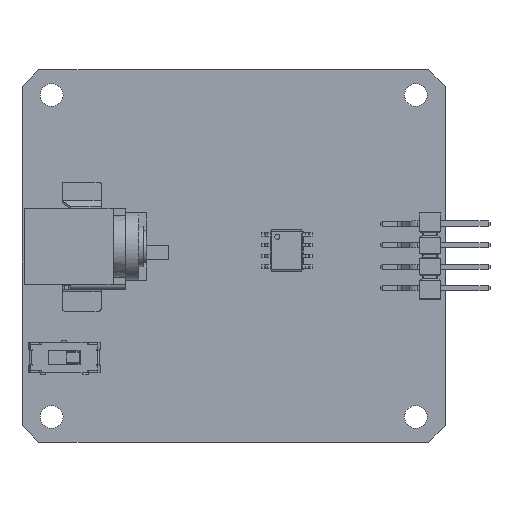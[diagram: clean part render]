
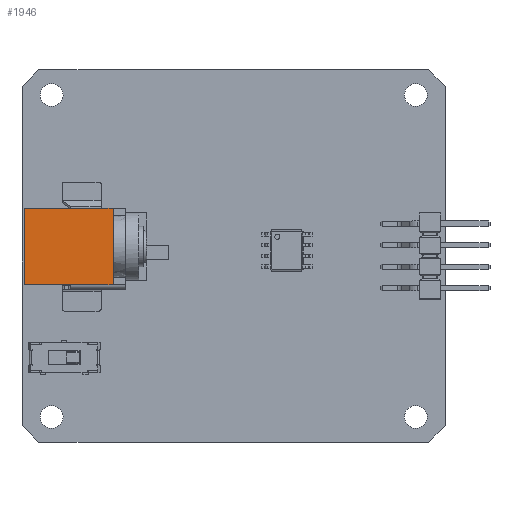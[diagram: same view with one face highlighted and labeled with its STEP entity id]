
A CAD part, top view. The second image highlights one B-rep face of the part: STEP entity #1946.
In plain terms, the highlighted free-form (B-spline) face has degree [1, 1] with [2, 2] control points.
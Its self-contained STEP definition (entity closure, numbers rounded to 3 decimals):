
#475 = B_SPLINE_SURFACE_WITH_KNOTS('',1,1,(
    (#476,#477)
    ,(#478,#479
    )),.UNSPECIFIED.,.F.,.F.,.F.,(2,2),(2,2),(-4.5,4.5),(3.175,
    4.5),.PIECEWISE_BEZIER_KNOTS.);
#476 = CARTESIAN_POINT('',(4.5,9.675,-10.5));
#477 = CARTESIAN_POINT('',(4.5,11.,-10.5));
#478 = CARTESIAN_POINT('',(-4.5,9.675,-10.5));
#479 = CARTESIAN_POINT('',(-4.5,11.,-10.5));
#654 = B_SPLINE_SURFACE_WITH_KNOTS('',1,1,(
    (#655,#656)
    ,(#657,#658
    )),.UNSPECIFIED.,.F.,.F.,.F.,(2,2),(2,2),(-9.,0.),(-11.,0.),
  .PIECEWISE_BEZIER_KNOTS.);
#655 = CARTESIAN_POINT('',(4.5,0.,0.));
#656 = CARTESIAN_POINT('',(4.5,11.,0.));
#657 = CARTESIAN_POINT('',(-4.5,0.,0.));
#658 = CARTESIAN_POINT('',(-4.5,11.,0.));
#1233 = B_SPLINE_SURFACE_WITH_KNOTS('',1,1,(
    (#1234,#1235)
    ,(#1236,#1237
    )),.UNSPECIFIED.,.F.,.F.,.F.,(2,2),(2,2),(-14.5,-2.5),(0.,11.),
  .PIECEWISE_BEZIER_KNOTS.);
#1234 = CARTESIAN_POINT('',(4.5,0.,0.));
#1235 = CARTESIAN_POINT('',(4.5,11.,0.));
#1236 = CARTESIAN_POINT('',(4.5,0.,-12.));
#1237 = CARTESIAN_POINT('',(4.5,11.,-12.));
#1558 = B_SPLINE_SURFACE_WITH_KNOTS('',1,1,(
    (#1559,#1560)
    ,(#1561,#1562
    )),.UNSPECIFIED.,.F.,.F.,.F.,(2,2),(2,2),(2.5,14.5),(0.,11.),
  .PIECEWISE_BEZIER_KNOTS.);
#1559 = CARTESIAN_POINT('',(-4.5,0.,-12.));
#1560 = CARTESIAN_POINT('',(-4.5,11.,-12.));
#1561 = CARTESIAN_POINT('',(-4.5,0.,0.));
#1562 = CARTESIAN_POINT('',(-4.5,11.,0.));
#1946 = ADVANCED_FACE('',(#1947),#1960,.T.);
#1947 = FACE_BOUND('',#1948,.T.);
#1948 = EDGE_LOOP('',(#1949,#1976,#1996,#2016));
#1949 = ORIENTED_EDGE('',*,*,#1950,.F.);
#1950 = EDGE_CURVE('',#1951,#1953,#1955,.T.);
#1951 = VERTEX_POINT('',#1952);
#1952 = CARTESIAN_POINT('',(4.5,11.,-10.5));
#1953 = VERTEX_POINT('',#1954);
#1954 = CARTESIAN_POINT('',(4.5,11.,0.));
#1955 = SURFACE_CURVE('',#1956,(#1959,#1970),.PCURVE_S1.);
#1956 = B_SPLINE_CURVE_WITH_KNOTS('',1,(#1957,#1958),.UNSPECIFIED.,.F.,
  .F.,(2,2),(4.,14.5),.PIECEWISE_BEZIER_KNOTS.);
#1957 = CARTESIAN_POINT('',(4.5,11.,-10.5));
#1958 = CARTESIAN_POINT('',(4.5,11.,0.));
#1959 = PCURVE('',#1960,#1965);
#1960 = B_SPLINE_SURFACE_WITH_KNOTS('',1,1,(
    (#1961,#1962)
    ,(#1963,#1964
    )),.UNSPECIFIED.,.F.,.F.,.F.,(2,2),(2,2),(4.,14.5),(0.,9.),
  .PIECEWISE_BEZIER_KNOTS.);
#1961 = CARTESIAN_POINT('',(-4.5,11.,-10.5));
#1962 = CARTESIAN_POINT('',(4.5,11.,-10.5));
#1963 = CARTESIAN_POINT('',(-4.5,11.,0.));
#1964 = CARTESIAN_POINT('',(4.5,11.,0.));
#1965 = DEFINITIONAL_REPRESENTATION('',(#1966),#1969);
#1966 = B_SPLINE_CURVE_WITH_KNOTS('',1,(#1967,#1968),.UNSPECIFIED.,.F.,
  .F.,(2,2),(4.,14.5),.PIECEWISE_BEZIER_KNOTS.);
#1967 = CARTESIAN_POINT('',(4.,9.));
#1968 = CARTESIAN_POINT('',(14.5,9.));
#1969 = ( GEOMETRIC_REPRESENTATION_CONTEXT(2) 
PARAMETRIC_REPRESENTATION_CONTEXT() REPRESENTATION_CONTEXT('2D SPACE',''
  ) );
#1970 = PCURVE('',#1233,#1971);
#1971 = DEFINITIONAL_REPRESENTATION('',(#1972),#1975);
#1972 = B_SPLINE_CURVE_WITH_KNOTS('',1,(#1973,#1974),.UNSPECIFIED.,.F.,
  .F.,(2,2),(4.,14.5),.PIECEWISE_BEZIER_KNOTS.);
#1973 = CARTESIAN_POINT('',(-4.,11.));
#1974 = CARTESIAN_POINT('',(-14.5,11.));
#1975 = ( GEOMETRIC_REPRESENTATION_CONTEXT(2) 
PARAMETRIC_REPRESENTATION_CONTEXT() REPRESENTATION_CONTEXT('2D SPACE',''
  ) );
#1976 = ORIENTED_EDGE('',*,*,#1977,.F.);
#1977 = EDGE_CURVE('',#1978,#1951,#1980,.T.);
#1978 = VERTEX_POINT('',#1979);
#1979 = CARTESIAN_POINT('',(-4.5,11.,-10.5));
#1980 = SURFACE_CURVE('',#1981,(#1984,#1990),.PCURVE_S1.);
#1981 = B_SPLINE_CURVE_WITH_KNOTS('',1,(#1982,#1983),.UNSPECIFIED.,.F.,
  .F.,(2,2),(0.,9.),.PIECEWISE_BEZIER_KNOTS.);
#1982 = CARTESIAN_POINT('',(-4.5,11.,-10.5));
#1983 = CARTESIAN_POINT('',(4.5,11.,-10.5));
#1984 = PCURVE('',#1960,#1985);
#1985 = DEFINITIONAL_REPRESENTATION('',(#1986),#1989);
#1986 = B_SPLINE_CURVE_WITH_KNOTS('',1,(#1987,#1988),.UNSPECIFIED.,.F.,
  .F.,(2,2),(0.,9.),.PIECEWISE_BEZIER_KNOTS.);
#1987 = CARTESIAN_POINT('',(4.,0.));
#1988 = CARTESIAN_POINT('',(4.,9.));
#1989 = ( GEOMETRIC_REPRESENTATION_CONTEXT(2) 
PARAMETRIC_REPRESENTATION_CONTEXT() REPRESENTATION_CONTEXT('2D SPACE',''
  ) );
#1990 = PCURVE('',#475,#1991);
#1991 = DEFINITIONAL_REPRESENTATION('',(#1992),#1995);
#1992 = B_SPLINE_CURVE_WITH_KNOTS('',1,(#1993,#1994),.UNSPECIFIED.,.F.,
  .F.,(2,2),(0.,9.),.PIECEWISE_BEZIER_KNOTS.);
#1993 = CARTESIAN_POINT('',(4.5,4.5));
#1994 = CARTESIAN_POINT('',(-4.5,4.5));
#1995 = ( GEOMETRIC_REPRESENTATION_CONTEXT(2) 
PARAMETRIC_REPRESENTATION_CONTEXT() REPRESENTATION_CONTEXT('2D SPACE',''
  ) );
#1996 = ORIENTED_EDGE('',*,*,#1997,.T.);
#1997 = EDGE_CURVE('',#1978,#1998,#2000,.T.);
#1998 = VERTEX_POINT('',#1999);
#1999 = CARTESIAN_POINT('',(-4.5,11.,0.));
#2000 = SURFACE_CURVE('',#2001,(#2004,#2010),.PCURVE_S1.);
#2001 = B_SPLINE_CURVE_WITH_KNOTS('',1,(#2002,#2003),.UNSPECIFIED.,.F.,
  .F.,(2,2),(4.,14.5),.PIECEWISE_BEZIER_KNOTS.);
#2002 = CARTESIAN_POINT('',(-4.5,11.,-10.5));
#2003 = CARTESIAN_POINT('',(-4.5,11.,0.));
#2004 = PCURVE('',#1960,#2005);
#2005 = DEFINITIONAL_REPRESENTATION('',(#2006),#2009);
#2006 = B_SPLINE_CURVE_WITH_KNOTS('',1,(#2007,#2008),.UNSPECIFIED.,.F.,
  .F.,(2,2),(4.,14.5),.PIECEWISE_BEZIER_KNOTS.);
#2007 = CARTESIAN_POINT('',(4.,0.));
#2008 = CARTESIAN_POINT('',(14.5,0.));
#2009 = ( GEOMETRIC_REPRESENTATION_CONTEXT(2) 
PARAMETRIC_REPRESENTATION_CONTEXT() REPRESENTATION_CONTEXT('2D SPACE',''
  ) );
#2010 = PCURVE('',#1558,#2011);
#2011 = DEFINITIONAL_REPRESENTATION('',(#2012),#2015);
#2012 = B_SPLINE_CURVE_WITH_KNOTS('',1,(#2013,#2014),.UNSPECIFIED.,.F.,
  .F.,(2,2),(4.,14.5),.PIECEWISE_BEZIER_KNOTS.);
#2013 = CARTESIAN_POINT('',(4.,11.));
#2014 = CARTESIAN_POINT('',(14.5,11.));
#2015 = ( GEOMETRIC_REPRESENTATION_CONTEXT(2) 
PARAMETRIC_REPRESENTATION_CONTEXT() REPRESENTATION_CONTEXT('2D SPACE',''
  ) );
#2016 = ORIENTED_EDGE('',*,*,#2017,.F.);
#2017 = EDGE_CURVE('',#1953,#1998,#2018,.T.);
#2018 = SURFACE_CURVE('',#2019,(#2022,#2028),.PCURVE_S1.);
#2019 = B_SPLINE_CURVE_WITH_KNOTS('',1,(#2020,#2021),.UNSPECIFIED.,.F.,
  .F.,(2,2),(-9.,0.),.PIECEWISE_BEZIER_KNOTS.);
#2020 = CARTESIAN_POINT('',(4.5,11.,0.));
#2021 = CARTESIAN_POINT('',(-4.5,11.,0.));
#2022 = PCURVE('',#1960,#2023);
#2023 = DEFINITIONAL_REPRESENTATION('',(#2024),#2027);
#2024 = B_SPLINE_CURVE_WITH_KNOTS('',1,(#2025,#2026),.UNSPECIFIED.,.F.,
  .F.,(2,2),(-9.,0.),.PIECEWISE_BEZIER_KNOTS.);
#2025 = CARTESIAN_POINT('',(14.5,9.));
#2026 = CARTESIAN_POINT('',(14.5,0.));
#2027 = ( GEOMETRIC_REPRESENTATION_CONTEXT(2) 
PARAMETRIC_REPRESENTATION_CONTEXT() REPRESENTATION_CONTEXT('2D SPACE',''
  ) );
#2028 = PCURVE('',#654,#2029);
#2029 = DEFINITIONAL_REPRESENTATION('',(#2030),#2033);
#2030 = B_SPLINE_CURVE_WITH_KNOTS('',1,(#2031,#2032),.UNSPECIFIED.,.F.,
  .F.,(2,2),(-9.,0.),.PIECEWISE_BEZIER_KNOTS.);
#2031 = CARTESIAN_POINT('',(-9.,0.));
#2032 = CARTESIAN_POINT('',(0.,0.));
#2033 = ( GEOMETRIC_REPRESENTATION_CONTEXT(2) 
PARAMETRIC_REPRESENTATION_CONTEXT() REPRESENTATION_CONTEXT('2D SPACE',''
  ) );
